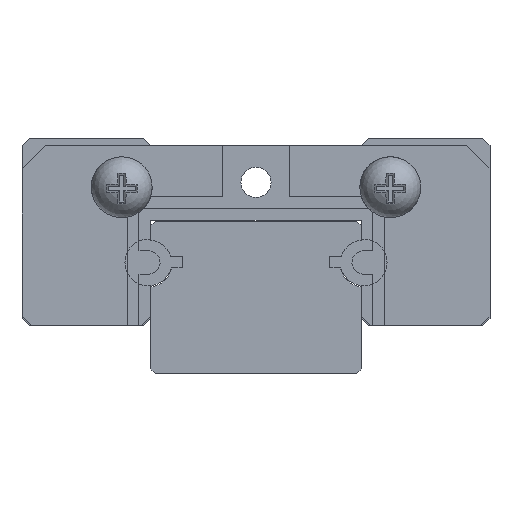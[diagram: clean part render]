
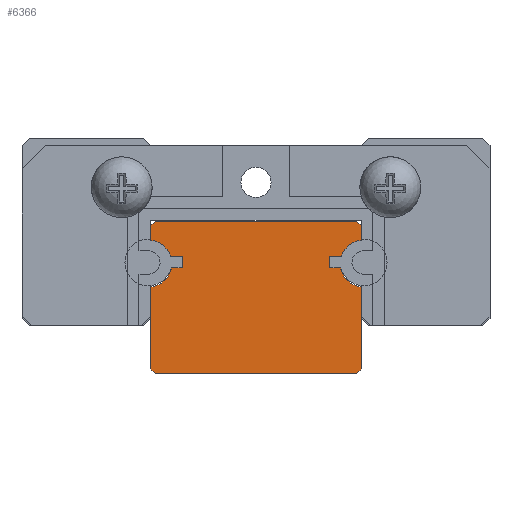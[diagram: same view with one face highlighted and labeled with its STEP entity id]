
A CAD part, front view. The second image highlights one B-rep face of the part: STEP entity #6366.
In plain terms, the highlighted face is planar.
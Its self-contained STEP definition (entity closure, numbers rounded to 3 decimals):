
#321=PLANE('',#6977);
#735=FACE_OUTER_BOUND('',#1109,.T.);
#1109=EDGE_LOOP('',(#5866,#5867,#5868,#5869,#5870,#5871,#5872,#5873,#5874,
#5875,#5876,#5877,#5878,#5879,#5880,#5881,#5882,#5883,#5884,#5885));
#1773=LINE('',#10610,#2420);
#1774=LINE('',#10612,#2421);
#1775=LINE('',#10614,#2422);
#1776=LINE('',#10616,#2423);
#1777=LINE('',#10618,#2424);
#1778=LINE('',#10622,#2425);
#1779=LINE('',#10624,#2426);
#1780=LINE('',#10626,#2427);
#1781=LINE('',#10630,#2428);
#1782=LINE('',#10632,#2429);
#1783=LINE('',#10634,#2430);
#1784=LINE('',#10636,#2431);
#1785=LINE('',#10638,#2432);
#1786=LINE('',#10642,#2433);
#1787=LINE('',#10644,#2434);
#1788=LINE('',#10645,#2435);
#2420=VECTOR('',#8753,10.);
#2421=VECTOR('',#8754,10.);
#2422=VECTOR('',#8755,10.);
#2423=VECTOR('',#8756,10.);
#2424=VECTOR('',#8757,10.);
#2425=VECTOR('',#8760,10.);
#2426=VECTOR('',#8761,10.);
#2427=VECTOR('',#8762,10.);
#2428=VECTOR('',#8765,10.);
#2429=VECTOR('',#8766,10.);
#2430=VECTOR('',#8767,10.);
#2431=VECTOR('',#8768,10.);
#2432=VECTOR('',#8769,10.);
#2433=VECTOR('',#8772,10.);
#2434=VECTOR('',#8773,10.);
#2435=VECTOR('',#8774,10.);
#2704=CIRCLE('',#6978,1.);
#2705=CIRCLE('',#6979,1.);
#2706=CIRCLE('',#6980,1.);
#2707=CIRCLE('',#6981,1.);
#3283=VERTEX_POINT('',#10606);
#3284=VERTEX_POINT('',#10607);
#3285=VERTEX_POINT('',#10609);
#3286=VERTEX_POINT('',#10611);
#3287=VERTEX_POINT('',#10613);
#3288=VERTEX_POINT('',#10615);
#3289=VERTEX_POINT('',#10617);
#3290=VERTEX_POINT('',#10619);
#3291=VERTEX_POINT('',#10621);
#3292=VERTEX_POINT('',#10623);
#3293=VERTEX_POINT('',#10625);
#3294=VERTEX_POINT('',#10627);
#3295=VERTEX_POINT('',#10629);
#3296=VERTEX_POINT('',#10631);
#3297=VERTEX_POINT('',#10633);
#3298=VERTEX_POINT('',#10635);
#3299=VERTEX_POINT('',#10637);
#3300=VERTEX_POINT('',#10639);
#3301=VERTEX_POINT('',#10641);
#3302=VERTEX_POINT('',#10643);
#4161=EDGE_CURVE('',#3283,#3284,#2704,.T.);
#4162=EDGE_CURVE('',#3284,#3285,#1773,.T.);
#4163=EDGE_CURVE('',#3285,#3286,#1774,.T.);
#4164=EDGE_CURVE('',#3286,#3287,#1775,.T.);
#4165=EDGE_CURVE('',#3287,#3288,#1776,.T.);
#4166=EDGE_CURVE('',#3288,#3289,#1777,.T.);
#4167=EDGE_CURVE('',#3289,#3290,#2705,.T.);
#4168=EDGE_CURVE('',#3290,#3291,#1778,.T.);
#4169=EDGE_CURVE('',#3291,#3292,#1779,.T.);
#4170=EDGE_CURVE('',#3292,#3293,#1780,.T.);
#4171=EDGE_CURVE('',#3293,#3294,#2706,.T.);
#4172=EDGE_CURVE('',#3294,#3295,#1781,.T.);
#4173=EDGE_CURVE('',#3295,#3296,#1782,.T.);
#4174=EDGE_CURVE('',#3296,#3297,#1783,.T.);
#4175=EDGE_CURVE('',#3297,#3298,#1784,.T.);
#4176=EDGE_CURVE('',#3298,#3299,#1785,.T.);
#4177=EDGE_CURVE('',#3299,#3300,#2707,.T.);
#4178=EDGE_CURVE('',#3300,#3301,#1786,.T.);
#4179=EDGE_CURVE('',#3301,#3302,#1787,.T.);
#4180=EDGE_CURVE('',#3302,#3283,#1788,.T.);
#5866=ORIENTED_EDGE('',*,*,#4161,.T.);
#5867=ORIENTED_EDGE('',*,*,#4162,.T.);
#5868=ORIENTED_EDGE('',*,*,#4163,.T.);
#5869=ORIENTED_EDGE('',*,*,#4164,.T.);
#5870=ORIENTED_EDGE('',*,*,#4165,.T.);
#5871=ORIENTED_EDGE('',*,*,#4166,.T.);
#5872=ORIENTED_EDGE('',*,*,#4167,.T.);
#5873=ORIENTED_EDGE('',*,*,#4168,.T.);
#5874=ORIENTED_EDGE('',*,*,#4169,.T.);
#5875=ORIENTED_EDGE('',*,*,#4170,.T.);
#5876=ORIENTED_EDGE('',*,*,#4171,.T.);
#5877=ORIENTED_EDGE('',*,*,#4172,.T.);
#5878=ORIENTED_EDGE('',*,*,#4173,.T.);
#5879=ORIENTED_EDGE('',*,*,#4174,.T.);
#5880=ORIENTED_EDGE('',*,*,#4175,.T.);
#5881=ORIENTED_EDGE('',*,*,#4176,.T.);
#5882=ORIENTED_EDGE('',*,*,#4177,.T.);
#5883=ORIENTED_EDGE('',*,*,#4178,.T.);
#5884=ORIENTED_EDGE('',*,*,#4179,.T.);
#5885=ORIENTED_EDGE('',*,*,#4180,.T.);
#6366=ADVANCED_FACE('',(#735),#321,.T.);
#6977=AXIS2_PLACEMENT_3D('',#10605,#8749,#8750);
#6978=AXIS2_PLACEMENT_3D('',#10608,#8751,#8752);
#6979=AXIS2_PLACEMENT_3D('',#10620,#8758,#8759);
#6980=AXIS2_PLACEMENT_3D('',#10628,#8763,#8764);
#6981=AXIS2_PLACEMENT_3D('',#10640,#8770,#8771);
#8749=DIRECTION('center_axis',(0.,0.,
-1.));
#8750=DIRECTION('ref_axis',(-1.,0.,0.));
#8751=DIRECTION('center_axis',(0.,0.,
1.));
#8752=DIRECTION('ref_axis',(1.,0.,0.));
#8753=DIRECTION('',(0.,1.,0.));
#8754=DIRECTION('',(0.707,0.707,0.));
#8755=DIRECTION('',(1.,0.,0.));
#8756=DIRECTION('',(0.707,-0.707,0.));
#8757=DIRECTION('',(0.,-1.,0.));
#8758=DIRECTION('center_axis',(0.,0.,
1.));
#8759=DIRECTION('ref_axis',(1.,0.,0.));
#8760=DIRECTION('',(-1.,0.,0.));
#8761=DIRECTION('',(0.,-1.,0.));
#8762=DIRECTION('',(1.,0.,0.));
#8763=DIRECTION('center_axis',(0.,0.,
1.));
#8764=DIRECTION('ref_axis',(1.,0.,0.));
#8765=DIRECTION('',(0.,-1.,0.));
#8766=DIRECTION('',(-0.707,-0.707,0.));
#8767=DIRECTION('',(-1.,0.,0.));
#8768=DIRECTION('',(-0.707,0.707,0.));
#8769=DIRECTION('',(0.,1.,0.));
#8770=DIRECTION('center_axis',(0.,0.,
1.));
#8771=DIRECTION('ref_axis',(1.,0.,0.));
#8772=DIRECTION('',(1.,0.,0.));
#8773=DIRECTION('',(0.,1.,0.));
#8774=DIRECTION('',(-1.,0.,0.));
#10605=CARTESIAN_POINT('Origin',(8.922,3.25,-25.));
#10606=CARTESIAN_POINT('',(-3.618,-1.263,-25.));
#10607=CARTESIAN_POINT('',(-4.5,-0.455,-25.));
#10608=CARTESIAN_POINT('Origin',(-4.6,-1.45,-25.));
#10609=CARTESIAN_POINT('',(-4.5,3.05,-25.));
#10610=CARTESIAN_POINT('',(-4.5,3.15,-25.));
#10611=CARTESIAN_POINT('',(-4.3,3.25,-25.));
#10612=CARTESIAN_POINT('',(-0.995,6.555,-25.));
#10613=CARTESIAN_POINT('',(4.3,3.25,-25.));
#10614=CARTESIAN_POINT('',(6.611,3.25,-25.));
#10615=CARTESIAN_POINT('',(4.5,3.05,-25.));
#10616=CARTESIAN_POINT('',(5.555,1.995,-25.));
#10617=CARTESIAN_POINT('',(4.5,-0.455,-25.));
#10618=CARTESIAN_POINT('',(4.5,3.15,-25.));
#10619=CARTESIAN_POINT('',(3.618,-1.263,-25.));
#10620=CARTESIAN_POINT('Origin',(4.6,-1.45,-25.));
#10621=CARTESIAN_POINT('',(3.15,-1.263,-25.));
#10622=CARTESIAN_POINT('',(6.27,-1.263,-25.));
#10623=CARTESIAN_POINT('',(3.15,-1.763,-25.));
#10624=CARTESIAN_POINT('',(3.15,0.994,-25.));
#10625=CARTESIAN_POINT('',(3.65,-1.763,-25.));
#10626=CARTESIAN_POINT('',(6.286,-1.763,-25.));
#10627=CARTESIAN_POINT('',(4.5,-2.445,-25.));
#10628=CARTESIAN_POINT('Origin',(4.6,-1.45,-25.));
#10629=CARTESIAN_POINT('',(4.5,-3.05,-25.));
#10630=CARTESIAN_POINT('',(4.5,0.403,-25.));
#10631=CARTESIAN_POINT('',(4.3,-3.25,-25.));
#10632=CARTESIAN_POINT('',(7.18,-0.37,-25.));
#10633=CARTESIAN_POINT('',(-4.3,-3.25,-25.));
#10634=CARTESIAN_POINT('',(6.611,-3.25,-25.));
#10635=CARTESIAN_POINT('',(-4.5,-3.05,-25.));
#10636=CARTESIAN_POINT('',(-2.62,-4.93,-25.));
#10637=CARTESIAN_POINT('',(-4.5,-2.445,-25.));
#10638=CARTESIAN_POINT('',(-4.5,0.403,-25.));
#10639=CARTESIAN_POINT('',(-3.65,-1.763,-25.));
#10640=CARTESIAN_POINT('Origin',(-4.6,-1.45,-25.));
#10641=CARTESIAN_POINT('',(-3.15,-1.763,-25.));
#10642=CARTESIAN_POINT('',(2.636,-1.763,-25.));
#10643=CARTESIAN_POINT('',(-3.15,-1.263,-25.));
#10644=CARTESIAN_POINT('',(-3.15,0.994,-25.));
#10645=CARTESIAN_POINT('',(2.652,-1.263,-25.));
